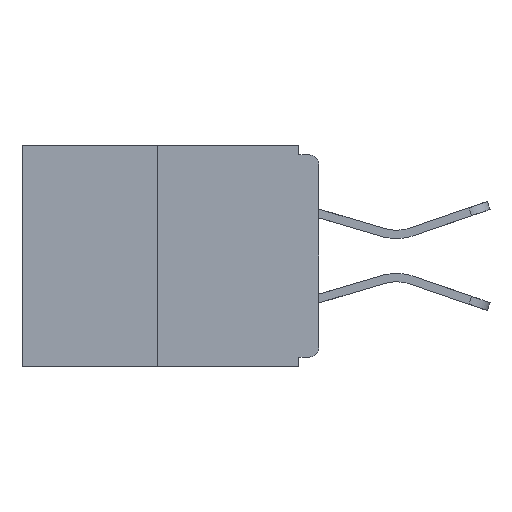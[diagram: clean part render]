
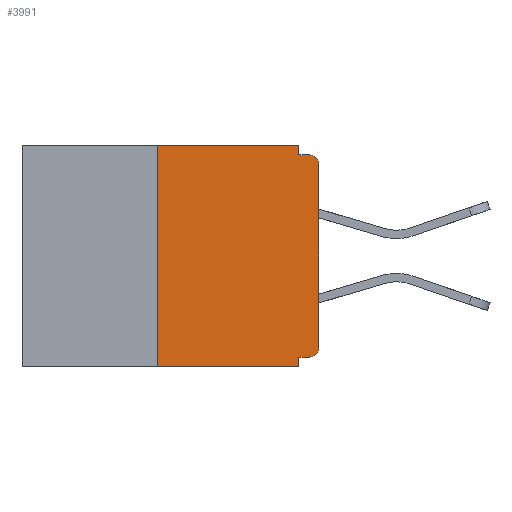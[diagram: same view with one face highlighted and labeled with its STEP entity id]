
A CAD part, left-side view. The second image highlights one B-rep face of the part: STEP entity #3991.
In plain terms, the highlighted planar face has unit normal (-1, 0, 0).
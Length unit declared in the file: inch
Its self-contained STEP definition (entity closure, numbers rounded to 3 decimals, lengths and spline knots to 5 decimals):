
#158 = EDGE_CURVE ( 'NONE', #16665, #3972, #21154, .T. ) ;
#848 = CARTESIAN_POINT ( 'NONE',  ( 0., 0.015, -0.328 ) ) ;
#1326 = DIRECTION ( 'NONE',  ( 0., 0., 1. ) ) ;
#2105 = VECTOR ( 'NONE', #1326, 39.37008 ) ;
#2370 = AXIS2_PLACEMENT_3D ( 'NONE', #28423, #2526, #28513 ) ;
#2526 = DIRECTION ( 'NONE',  ( 1., 0., 0. ) ) ;
#2608 = VECTOR ( 'NONE', #6626, 39.37008 ) ;
#3972 = VERTEX_POINT ( 'NONE', #5147 ) ;
#3991 = ADVANCED_FACE ( 'NONE', ( #11869 ), #4929, .F. ) ;
#4266 = EDGE_CURVE ( 'NONE', #5098, #27204, #14732, .T. ) ;
#4466 = ORIENTED_EDGE ( 'NONE', *, *, #17803, .T. ) ;
#4929 = PLANE ( 'NONE',  #2370 ) ;
#5098 = VERTEX_POINT ( 'NONE', #20366 ) ;
#5147 = CARTESIAN_POINT ( 'NONE',  ( 0., 0.031, -0.343 ) ) ;
#5702 = LINE ( 'NONE', #16424, #14387 ) ;
#6436 = VERTEX_POINT ( 'NONE', #848 ) ;
#6626 = DIRECTION ( 'NONE',  ( 0., 0., -1. ) ) ;
#6700 = CARTESIAN_POINT ( 'NONE',  ( 0., 0.015, -0.313 ) ) ;
#6784 = LINE ( 'NONE', #29328, #2105 ) ;
#7622 = ORIENTED_EDGE ( 'NONE', *, *, #9213, .T. ) ;
#7917 = LINE ( 'NONE', #15139, #8294 ) ;
#8042 = CIRCLE ( 'NONE', #16234, 0.015 ) ;
#8294 = VECTOR ( 'NONE', #10312, 39.37008 ) ;
#8406 = EDGE_CURVE ( 'NONE', #8544, #27204, #17141, .T. ) ;
#8544 = VERTEX_POINT ( 'NONE', #22255 ) ;
#8558 = ORIENTED_EDGE ( 'NONE', *, *, #158, .T. ) ;
#8669 = AXIS2_PLACEMENT_3D ( 'NONE', #15603, #23328, #18732 ) ;
#8766 = LINE ( 'NONE', #10893, #2608 ) ;
#9056 = CARTESIAN_POINT ( 'NONE',  ( 0., 0.25, -0.343 ) ) ;
#9176 = CARTESIAN_POINT ( 'NONE',  ( 0., 0.015, -0.015 ) ) ;
#9213 = EDGE_CURVE ( 'NONE', #6436, #18172, #8042, .T. ) ;
#9360 = VECTOR ( 'NONE', #11001, 39.37008 ) ;
#9915 = EDGE_CURVE ( 'NONE', #16665, #26524, #14516, .T. ) ;
#10312 = DIRECTION ( 'NONE',  ( 0., 0., -1. ) ) ;
#10505 = VERTEX_POINT ( 'NONE', #15943 ) ;
#10893 = CARTESIAN_POINT ( 'NONE',  ( 0., 0.031, -0.343 ) ) ;
#11001 = DIRECTION ( 'NONE',  ( 0., -1., 0. ) ) ;
#11246 = ORIENTED_EDGE ( 'NONE', *, *, #24774, .F. ) ;
#11480 = DIRECTION ( 'NONE',  ( 0., -1., 0. ) ) ;
#11869 = FACE_OUTER_BOUND ( 'NONE', #20295, .T. ) ;
#12362 = VERTEX_POINT ( 'NONE', #19668 ) ;
#13157 = VECTOR ( 'NONE', #26871, 39.37008 ) ;
#13459 = CARTESIAN_POINT ( 'NONE',  ( 0., 0., -0.313 ) ) ;
#13767 = DIRECTION ( 'NONE',  ( 0., 0., 1. ) ) ;
#13789 = DIRECTION ( 'NONE',  ( 0., 0., -1. ) ) ;
#14141 = VECTOR ( 'NONE', #13767, 39.37008 ) ;
#14387 = VECTOR ( 'NONE', #11480, 39.37008 ) ;
#14516 = LINE ( 'NONE', #25099, #14141 ) ;
#14732 = LINE ( 'NONE', #20467, #9360 ) ;
#15139 = CARTESIAN_POINT ( 'NONE',  ( 0., 0.031, 0. ) ) ;
#15416 = ORIENTED_EDGE ( 'NONE', *, *, #28161, .F. ) ;
#15603 = CARTESIAN_POINT ( 'NONE',  ( 0., 0.015, -0.03 ) ) ;
#15943 = CARTESIAN_POINT ( 'NONE',  ( 0., 0.031, -0.328 ) ) ;
#16234 = AXIS2_PLACEMENT_3D ( 'NONE', #6700, #25018, #13789 ) ;
#16424 = CARTESIAN_POINT ( 'NONE',  ( 0., 0.46, 0. ) ) ;
#16665 = VERTEX_POINT ( 'NONE', #9056 ) ;
#17141 = CIRCLE ( 'NONE', #8669, 0.015 ) ;
#17756 = CARTESIAN_POINT ( 'NONE',  ( 0., 0., -0.328 ) ) ;
#17803 = EDGE_CURVE ( 'NONE', #18172, #8544, #6784, .T. ) ;
#18172 = VERTEX_POINT ( 'NONE', #13459 ) ;
#18732 = DIRECTION ( 'NONE',  ( 0., 0., -1. ) ) ;
#19179 = DIRECTION ( 'NONE',  ( 0., -1., 0. ) ) ;
#19344 = VECTOR ( 'NONE', #19179, 39.37008 ) ;
#19668 = CARTESIAN_POINT ( 'NONE',  ( 0., 0.031, 0. ) ) ;
#20295 = EDGE_LOOP ( 'NONE', ( #11246, #23598, #8558, #15416, #21621, #7622, #4466, #25262, #21934, #28944 ) ) ;
#20366 = CARTESIAN_POINT ( 'NONE',  ( 0., 0.031, -0.015 ) ) ;
#20467 = CARTESIAN_POINT ( 'NONE',  ( 0., 0., -0.015 ) ) ;
#20603 = CARTESIAN_POINT ( 'NONE',  ( 0., 0.25, 0. ) ) ;
#20918 = EDGE_CURVE ( 'NONE', #6436, #10505, #27276, .T. ) ;
#21154 = LINE ( 'NONE', #25973, #19344 ) ;
#21621 = ORIENTED_EDGE ( 'NONE', *, *, #20918, .F. ) ;
#21934 = ORIENTED_EDGE ( 'NONE', *, *, #4266, .F. ) ;
#22255 = CARTESIAN_POINT ( 'NONE',  ( 0., 0., -0.03 ) ) ;
#23328 = DIRECTION ( 'NONE',  ( -1., 0., 0. ) ) ;
#23598 = ORIENTED_EDGE ( 'NONE', *, *, #9915, .F. ) ;
#24774 = EDGE_CURVE ( 'NONE', #26524, #12362, #5702, .T. ) ;
#25018 = DIRECTION ( 'NONE',  ( -1., 0., 0. ) ) ;
#25099 = CARTESIAN_POINT ( 'NONE',  ( 0., 0.25, 0. ) ) ;
#25262 = ORIENTED_EDGE ( 'NONE', *, *, #8406, .T. ) ;
#25973 = CARTESIAN_POINT ( 'NONE',  ( 0., 0.46, -0.343 ) ) ;
#26524 = VERTEX_POINT ( 'NONE', #20603 ) ;
#26871 = DIRECTION ( 'NONE',  ( 0., 1., 0. ) ) ;
#27204 = VERTEX_POINT ( 'NONE', #9176 ) ;
#27276 = LINE ( 'NONE', #17756, #13157 ) ;
#28161 = EDGE_CURVE ( 'NONE', #10505, #3972, #8766, .T. ) ;
#28423 = CARTESIAN_POINT ( 'NONE',  ( 0., 0.46, 0. ) ) ;
#28513 = DIRECTION ( 'NONE',  ( 0., 0., -1. ) ) ;
#28944 = ORIENTED_EDGE ( 'NONE', *, *, #29772, .F. ) ;
#29328 = CARTESIAN_POINT ( 'NONE',  ( 0., 0., 0. ) ) ;
#29772 = EDGE_CURVE ( 'NONE', #12362, #5098, #7917, .T. ) ;
